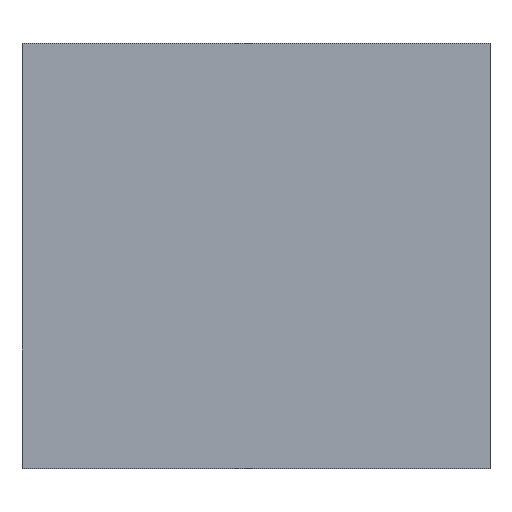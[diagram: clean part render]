
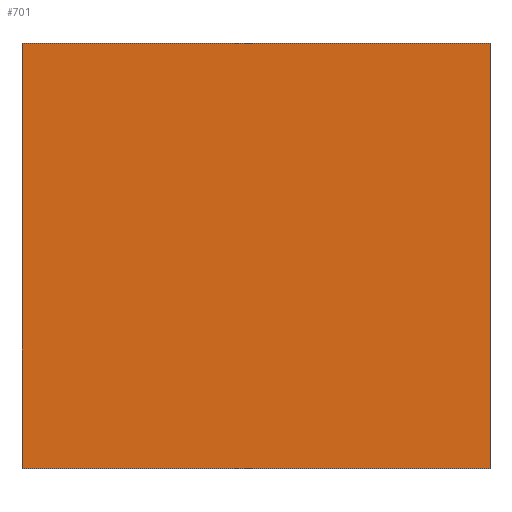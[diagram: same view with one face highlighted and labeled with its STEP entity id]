
A CAD part, top view. The second image highlights one B-rep face of the part: STEP entity #701.
In plain terms, the highlighted planar face has unit normal (0, 0, 1).
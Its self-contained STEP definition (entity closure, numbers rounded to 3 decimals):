
#95=FACE_OUTER_BOUND('',#149,.T.);
#149=EDGE_LOOP('',(#629,#630,#631,#632));
#207=LINE('',#1099,#285);
#210=LINE('',#1105,#288);
#213=LINE('',#1111,#291);
#216=LINE('',#1115,#294);
#285=VECTOR('',#908,10.);
#288=VECTOR('',#913,10.);
#291=VECTOR('',#918,10.);
#294=VECTOR('',#923,10.);
#353=VERTEX_POINT('',#1096);
#354=VERTEX_POINT('',#1098);
#356=VERTEX_POINT('',#1104);
#358=VERTEX_POINT('',#1110);
#435=EDGE_CURVE('',#354,#353,#207,.T.);
#438=EDGE_CURVE('',#356,#354,#210,.T.);
#441=EDGE_CURVE('',#358,#356,#213,.T.);
#444=EDGE_CURVE('',#353,#358,#216,.T.);
#629=ORIENTED_EDGE('',*,*,#444,.T.);
#630=ORIENTED_EDGE('',*,*,#441,.T.);
#631=ORIENTED_EDGE('',*,*,#438,.T.);
#632=ORIENTED_EDGE('',*,*,#435,.T.);
#665=PLANE('',#766);
#701=ADVANCED_FACE('',(#95),#665,.T.);
#766=AXIS2_PLACEMENT_3D('',#1141,#946,#947);
#908=DIRECTION('',(0.,1.,0.));
#913=DIRECTION('',(1.,0.,0.));
#918=DIRECTION('',(0.,-1.,0.));
#923=DIRECTION('',(-1.,0.,0.));
#946=DIRECTION('center_axis',(0.,0.,1.));
#947=DIRECTION('ref_axis',(1.,0.,0.));
#1096=CARTESIAN_POINT('',(65.,59.,28.));
#1098=CARTESIAN_POINT('',(65.,0.,28.));
#1099=CARTESIAN_POINT('',(65.,0.,28.));
#1104=CARTESIAN_POINT('',(0.,0.,28.));
#1105=CARTESIAN_POINT('',(0.,0.,28.));
#1110=CARTESIAN_POINT('',(0.,59.,28.));
#1111=CARTESIAN_POINT('',(0.,59.,28.));
#1115=CARTESIAN_POINT('',(65.,59.,28.));
#1141=CARTESIAN_POINT('Origin',(32.5,29.5,28.));
